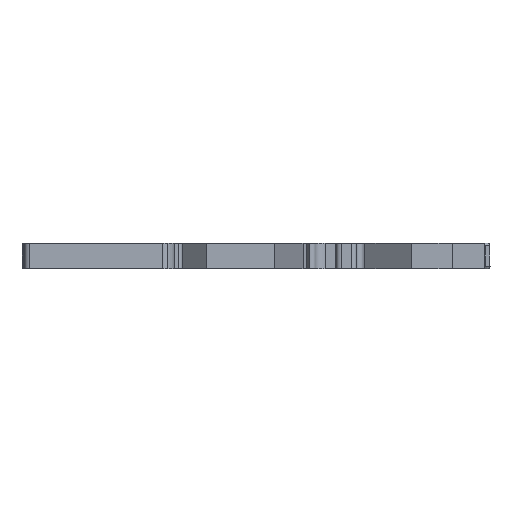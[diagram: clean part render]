
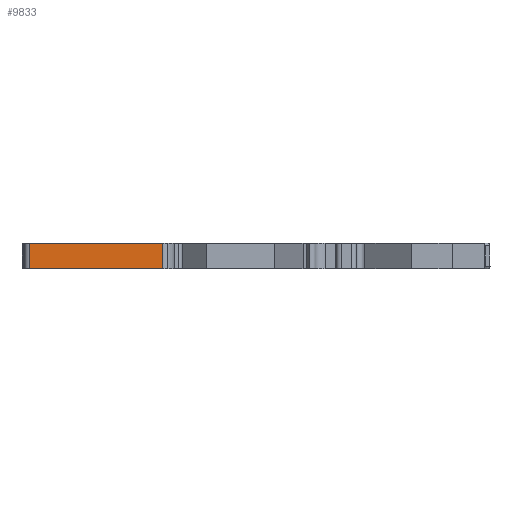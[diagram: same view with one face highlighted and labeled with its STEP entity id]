
A CAD part, front view. The second image highlights one B-rep face of the part: STEP entity #9833.
In plain terms, the highlighted planar face has unit normal (0, -1, 0).
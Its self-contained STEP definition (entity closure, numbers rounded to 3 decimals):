
#2803=DIRECTION('',(0.,0.,-1.));
#2804=VECTOR('',#2803,5.);
#2805=CARTESIAN_POINT('',(-44.05,-6.,2.5));
#2806=LINE('',#2805,#2804);
#2807=DIRECTION('',(0.,0.,-1.));
#2808=VECTOR('',#2807,5.);
#2809=CARTESIAN_POINT('',(-18.05,-6.,2.5));
#2810=LINE('',#2809,#2808);
#2811=DIRECTION('',(-1.,0.,0.));
#2812=VECTOR('',#2811,26.);
#2813=CARTESIAN_POINT('',(-18.05,-6.,-2.5));
#2814=LINE('',#2813,#2812);
#2815=DIRECTION('',(1.,0.,0.));
#2816=VECTOR('',#2815,26.);
#2817=CARTESIAN_POINT('',(-44.05,-6.,2.5));
#2818=LINE('',#2817,#2816);
#5069=CARTESIAN_POINT('',(-44.05,-6.,-2.5));
#5070=VERTEX_POINT('',#5069);
#5071=CARTESIAN_POINT('',(-18.05,-6.,-2.5));
#5072=VERTEX_POINT('',#5071);
#5185=CARTESIAN_POINT('',(-18.05,-6.,2.5));
#5186=VERTEX_POINT('',#5185);
#5187=CARTESIAN_POINT('',(-44.05,-6.,2.5));
#5188=VERTEX_POINT('',#5187);
#9821=CARTESIAN_POINT('',(-31.05,-6.,0.));
#9822=DIRECTION('',(0.,1.,0.));
#9823=DIRECTION('',(1.,0.,0.));
#9824=AXIS2_PLACEMENT_3D('',#9821,#9822,#9823);
#9825=PLANE('',#9824);
#9827=ORIENTED_EDGE('',*,*,#9826,.T.);
#9828=ORIENTED_EDGE('',*,*,#6644,.T.);
#9829=ORIENTED_EDGE('',*,*,#9816,.F.);
#9830=ORIENTED_EDGE('',*,*,#7103,.T.);
#9831=EDGE_LOOP('',(#9827,#9828,#9829,#9830));
#9832=FACE_OUTER_BOUND('',#9831,.F.);
#6644=EDGE_CURVE('',#5072,#5070,#2814,.T.);
#7103=EDGE_CURVE('',#5188,#5186,#2818,.T.);
#9816=EDGE_CURVE('',#5188,#5070,#2806,.T.);
#9826=EDGE_CURVE('',#5186,#5072,#2810,.T.);
#9833=ADVANCED_FACE('',(#9832),#9825,.F.);
